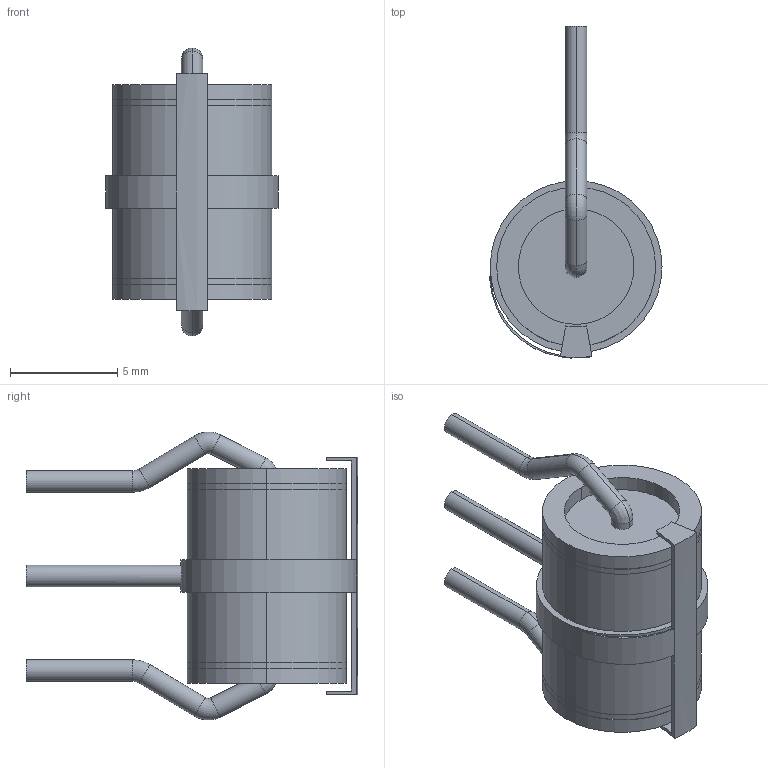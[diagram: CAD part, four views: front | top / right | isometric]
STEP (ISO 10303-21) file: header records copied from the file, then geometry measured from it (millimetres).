
FILE_DESCRIPTION((''),'2;1');
FILE_NAME('2046-XX-C2F','2013-03-19T',('maxm'),('Bourns, Inc.'),'PRO/ENGINEER BY PARAMETRIC TECHNOLOGY CORPORATION, 2012230','PRO/ENGINEER BY PARAMETRIC TECHNOLOGY CORPORATION, 2012230','');
FILE_SCHEMA(('CONFIG_CONTROL_DESIGN'));
Length unit declared in the file: millimetre
Products named in the file (1): 2046-XX-C2F
Bounding box: 8.01 x 15.43 x 13.4 mm (x, y, z)
Volume: 439.1 mm3; surface area: 595.5 mm2
Topology: 1 solids, 1 shells, 79 faces, 166 edges, 96 vertices
Faces by surface type: cylinder 46, plane 21, torus 8, bspline 4
Entity records: 2250 total; most frequent: CARTESIAN_POINT 485, DIRECTION 406, ORIENTED_EDGE 324, AXIS2_PLACEMENT_3D 171, EDGE_CURVE 162, VERTEX_POINT 96, CIRCLE 96, EDGE_LOOP 90
